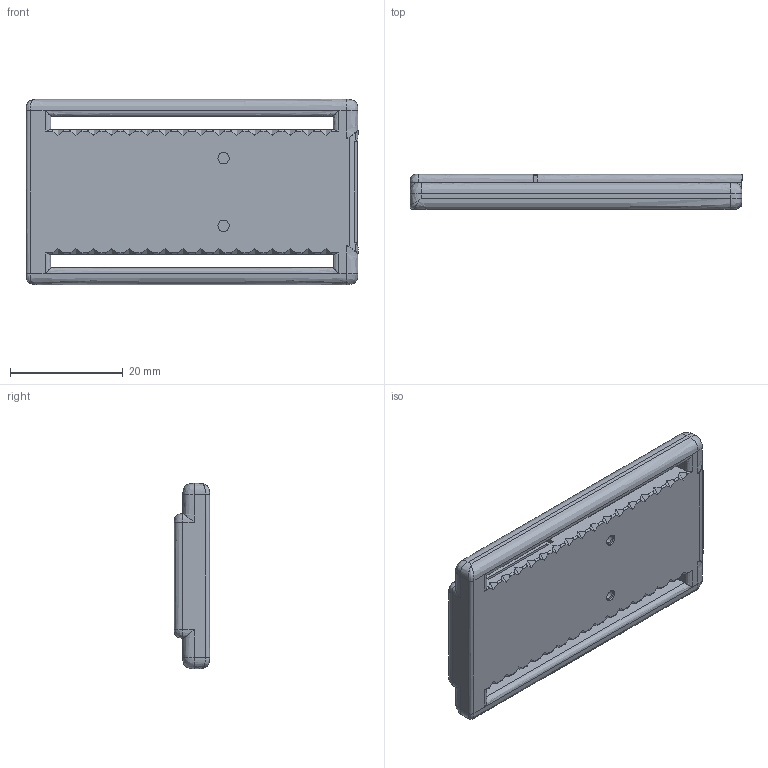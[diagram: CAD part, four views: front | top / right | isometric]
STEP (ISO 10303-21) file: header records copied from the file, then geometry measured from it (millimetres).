
FILE_DESCRIPTION (( 'STEP AP214' ), '1' );
FILE_NAME ('FuiminiCase.STEP', '2024-11-04T02:49:35', ( '' ), ( '' ), 'ZCSTEP 2.0', 'Zero Cool', '' );
FILE_SCHEMA (( 'UwU' ));
Length unit declared in the file: millimetre
Products named in the file (1): FuiminiCase
Bounding box: 58.8 x 6.24 x 32.8 mm (x, y, z)
Volume: 4317.4 mm3; surface area: 9316.6 mm2
Topology: 2 solids, 2 shells, 349 faces, 1002 edges, 648 vertices
Faces by surface type: plane 233, cylinder 79, bspline 37
Entity records: 15398 total; most frequent: CARTESIAN_POINT 7185, ORIENTED_EDGE 2000, DIRECTION 1286, EDGE_CURVE 1000, VERTEX_POINT 648, VECTOR 620, LINE 620, EDGE_LOOP 358
